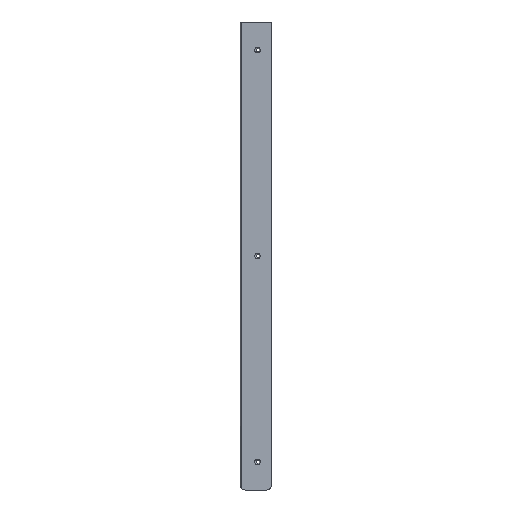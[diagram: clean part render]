
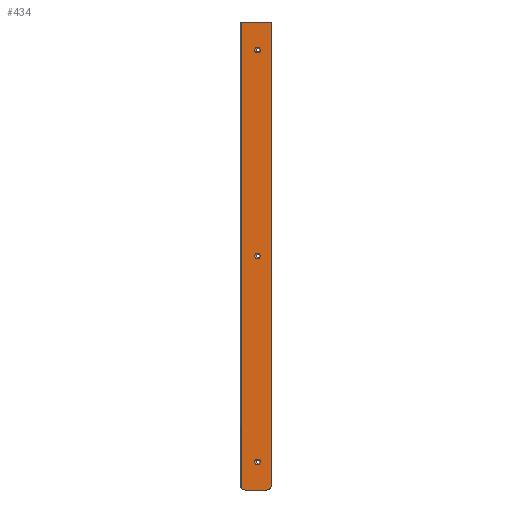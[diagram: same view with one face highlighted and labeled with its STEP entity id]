
A CAD part, left-side view. The second image highlights one B-rep face of the part: STEP entity #434.
In plain terms, the highlighted planar face has unit normal (-1, 0, 0).
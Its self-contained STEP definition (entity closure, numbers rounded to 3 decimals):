
#4 = CIRCLE ( 'NONE', #277, 6. ) ;
#9 = DIRECTION ( 'NONE',  ( 0., 1., 0. ) ) ;
#15 = AXIS2_PLACEMENT_3D ( 'NONE', #428, #198, #480 ) ;
#16 = VECTOR ( 'NONE', #80, 1000. ) ;
#18 = CARTESIAN_POINT ( 'NONE',  ( 0., -39., -300. ) ) ;
#31 = CIRCLE ( 'NONE', #599, 3.5 ) ;
#32 = DIRECTION ( 'NONE',  ( -1., 0., 0. ) ) ;
#34 = DIRECTION ( 'NONE',  ( 1., 0., 0. ) ) ;
#43 = EDGE_CURVE ( 'NONE', #366, #375, #566, .T. ) ;
#45 = AXIS2_PLACEMENT_3D ( 'NONE', #153, #32, #322 ) ;
#55 = CIRCLE ( 'NONE', #345, 3.5 ) ;
#56 = ORIENTED_EDGE ( 'NONE', *, *, #253, .T. ) ;
#57 = CIRCLE ( 'NONE', #564, 3.5 ) ;
#58 = CARTESIAN_POINT ( 'NONE',  ( 0., -21., 3.5 ) ) ;
#61 = CARTESIAN_POINT ( 'NONE',  ( 0., -33., -300. ) ) ;
#68 = ORIENTED_EDGE ( 'NONE', *, *, #657, .F. ) ;
#69 = CARTESIAN_POINT ( 'NONE',  ( 0., -21., -264. ) ) ;
#71 = ORIENTED_EDGE ( 'NONE', *, *, #570, .F. ) ;
#75 = VERTEX_POINT ( 'NONE', #61 ) ;
#77 = DIRECTION ( 'NONE',  ( 0., 0., -1. ) ) ;
#79 = VERTEX_POINT ( 'NONE', #503 ) ;
#80 = DIRECTION ( 'NONE',  ( 0., 0., -1. ) ) ;
#85 = ORIENTED_EDGE ( 'NONE', *, *, #700, .T. ) ;
#87 = VECTOR ( 'NONE', #237, 1000. ) ;
#88 = CARTESIAN_POINT ( 'NONE',  ( 0., -21., 260.5 ) ) ;
#89 = CIRCLE ( 'NONE', #152, 3.5 ) ;
#105 = CARTESIAN_POINT ( 'NONE',  ( 0., -5., -300. ) ) ;
#107 = CARTESIAN_POINT ( 'NONE',  ( 0., 0., 300. ) ) ;
#111 = AXIS2_PLACEMENT_3D ( 'NONE', #69, #179, #77 ) ;
#114 = FACE_BOUND ( 'NONE', #435, .T. ) ;
#143 = CARTESIAN_POINT ( 'NONE',  ( 0., -21., 264. ) ) ;
#152 = AXIS2_PLACEMENT_3D ( 'NONE', #143, #533, #483 ) ;
#153 = CARTESIAN_POINT ( 'NONE',  ( 0., -21., 264. ) ) ;
#175 = EDGE_CURVE ( 'NONE', #79, #396, #4, .T. ) ;
#179 = DIRECTION ( 'NONE',  ( 1., 0., 0. ) ) ;
#192 = CARTESIAN_POINT ( 'NONE',  ( 0., -39., 300. ) ) ;
#198 = DIRECTION ( 'NONE',  ( -1., 0., 0. ) ) ;
#203 = VERTEX_POINT ( 'NONE', #242 ) ;
#214 = VERTEX_POINT ( 'NONE', #304 ) ;
#223 = CARTESIAN_POINT ( 'NONE',  ( 0., -39., 300. ) ) ;
#229 = EDGE_CURVE ( 'NONE', #390, #430, #55, .T. ) ;
#231 = DIRECTION ( 'NONE',  ( -1., 0., 0. ) ) ;
#237 = DIRECTION ( 'NONE',  ( 0., 0., -1. ) ) ;
#242 = CARTESIAN_POINT ( 'NONE',  ( 0., -21., -267.5 ) ) ;
#253 = EDGE_CURVE ( 'NONE', #75, #690, #312, .T. ) ;
#257 = LINE ( 'NONE', #654, #16 ) ;
#277 = AXIS2_PLACEMENT_3D ( 'NONE', #572, #407, #528 ) ;
#286 = DIRECTION ( 'NONE',  ( 0., -1., 0. ) ) ;
#304 = CARTESIAN_POINT ( 'NONE',  ( 0., -21., 267.5 ) ) ;
#306 = EDGE_CURVE ( 'NONE', #214, #662, #563, .T. ) ;
#309 = CARTESIAN_POINT ( 'NONE',  ( 0., -21., 0. ) ) ;
#312 = CIRCLE ( 'NONE', #15, 6. ) ;
#314 = DIRECTION ( 'NONE',  ( -1., 0., 0. ) ) ;
#316 = DIRECTION ( 'NONE',  ( 0., 0., 1. ) ) ;
#322 = DIRECTION ( 'NONE',  ( 0., 0., 1. ) ) ;
#326 = ORIENTED_EDGE ( 'NONE', *, *, #175, .T. ) ;
#339 = PLANE ( 'NONE',  #496 ) ;
#345 = AXIS2_PLACEMENT_3D ( 'NONE', #422, #364, #316 ) ;
#363 = ORIENTED_EDGE ( 'NONE', *, *, #515, .F. ) ;
#364 = DIRECTION ( 'NONE',  ( -1., 0., 0. ) ) ;
#366 = VERTEX_POINT ( 'NONE', #433 ) ;
#367 = VECTOR ( 'NONE', #9, 1000. ) ;
#373 = CARTESIAN_POINT ( 'NONE',  ( 0., -21., -264. ) ) ;
#375 = VERTEX_POINT ( 'NONE', #107 ) ;
#383 = CARTESIAN_POINT ( 'NONE',  ( 0., -21., -260.5 ) ) ;
#390 = VERTEX_POINT ( 'NONE', #727 ) ;
#396 = VERTEX_POINT ( 'NONE', #105 ) ;
#398 = DIRECTION ( 'NONE',  ( 0., 1., 0. ) ) ;
#402 = VECTOR ( 'NONE', #398, 1000. ) ;
#407 = DIRECTION ( 'NONE',  ( -1., 0., 0. ) ) ;
#422 = CARTESIAN_POINT ( 'NONE',  ( 0., -21., 0. ) ) ;
#424 = DIRECTION ( 'NONE',  ( 0., 0., -1. ) ) ;
#428 = CARTESIAN_POINT ( 'NONE',  ( 0., -33., -294. ) ) ;
#430 = VERTEX_POINT ( 'NONE', #58 ) ;
#431 = CIRCLE ( 'NONE', #111, 3.5 ) ;
#433 = CARTESIAN_POINT ( 'NONE',  ( 0., -39., 300. ) ) ;
#434 = ADVANCED_FACE ( 'NONE', ( #560, #114, #454, #670 ), #339, .T. ) ;
#435 = EDGE_LOOP ( 'NONE', ( #556, #68 ) ) ;
#449 = ORIENTED_EDGE ( 'NONE', *, *, #513, .T. ) ;
#454 = FACE_BOUND ( 'NONE', #600, .T. ) ;
#480 = DIRECTION ( 'NONE',  ( 0., -1., 0. ) ) ;
#483 = DIRECTION ( 'NONE',  ( 0., 0., 1. ) ) ;
#485 = VERTEX_POINT ( 'NONE', #383 ) ;
#496 = AXIS2_PLACEMENT_3D ( 'NONE', #223, #231, #286 ) ;
#503 = CARTESIAN_POINT ( 'NONE',  ( 0., 0., -297.317 ) ) ;
#513 = EDGE_CURVE ( 'NONE', #485, #203, #431, .T. ) ;
#515 = EDGE_CURVE ( 'NONE', #366, #690, #630, .T. ) ;
#528 = DIRECTION ( 'NONE',  ( 0., -1., 0. ) ) ;
#533 = DIRECTION ( 'NONE',  ( -1., 0., 0. ) ) ;
#540 = ORIENTED_EDGE ( 'NONE', *, *, #671, .T. ) ;
#549 = DIRECTION ( 'NONE',  ( 0., 0., 1. ) ) ;
#556 = ORIENTED_EDGE ( 'NONE', *, *, #306, .F. ) ;
#560 = FACE_BOUND ( 'NONE', #650, .T. ) ;
#563 = CIRCLE ( 'NONE', #45, 3.5 ) ;
#564 = AXIS2_PLACEMENT_3D ( 'NONE', #309, #314, #549 ) ;
#566 = LINE ( 'NONE', #569, #402 ) ;
#569 = CARTESIAN_POINT ( 'NONE',  ( 0., -39., 300. ) ) ;
#570 = EDGE_CURVE ( 'NONE', #75, #396, #693, .T. ) ;
#572 = CARTESIAN_POINT ( 'NONE',  ( 0., -5., -294. ) ) ;
#590 = CARTESIAN_POINT ( 'NONE',  ( 0., -39., -294. ) ) ;
#599 = AXIS2_PLACEMENT_3D ( 'NONE', #373, #34, #424 ) ;
#600 = EDGE_LOOP ( 'NONE', ( #640, #728 ) ) ;
#630 = LINE ( 'NONE', #192, #87 ) ;
#640 = ORIENTED_EDGE ( 'NONE', *, *, #676, .F. ) ;
#650 = EDGE_LOOP ( 'NONE', ( #540, #449 ) ) ;
#653 = EDGE_LOOP ( 'NONE', ( #85, #326, #71, #56, #363, #715 ) ) ;
#654 = CARTESIAN_POINT ( 'NONE',  ( 0., 0., 300. ) ) ;
#657 = EDGE_CURVE ( 'NONE', #662, #214, #89, .T. ) ;
#662 = VERTEX_POINT ( 'NONE', #88 ) ;
#670 = FACE_OUTER_BOUND ( 'NONE', #653, .T. ) ;
#671 = EDGE_CURVE ( 'NONE', #203, #485, #31, .T. ) ;
#676 = EDGE_CURVE ( 'NONE', #430, #390, #57, .T. ) ;
#690 = VERTEX_POINT ( 'NONE', #590 ) ;
#693 = LINE ( 'NONE', #18, #367 ) ;
#700 = EDGE_CURVE ( 'NONE', #375, #79, #257, .T. ) ;
#715 = ORIENTED_EDGE ( 'NONE', *, *, #43, .T. ) ;
#727 = CARTESIAN_POINT ( 'NONE',  ( 0., -21., -3.5 ) ) ;
#728 = ORIENTED_EDGE ( 'NONE', *, *, #229, .F. ) ;
